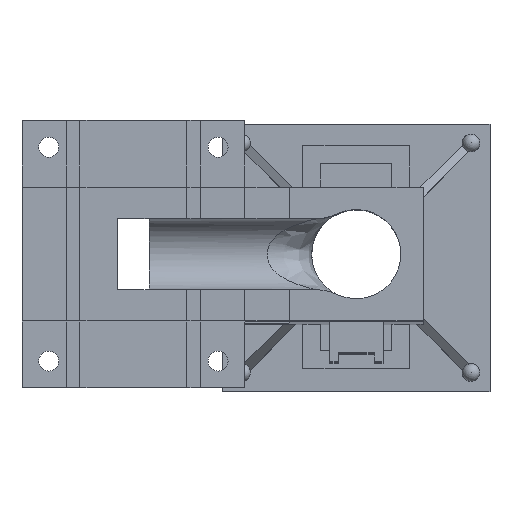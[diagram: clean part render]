
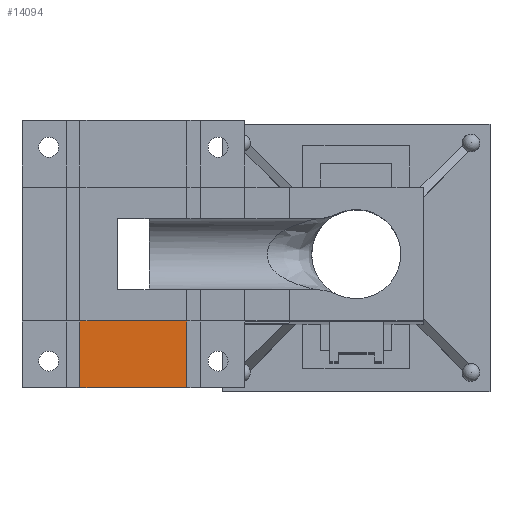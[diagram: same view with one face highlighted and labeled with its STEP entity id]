
A CAD part, top view. The second image highlights one B-rep face of the part: STEP entity #14094.
In plain terms, the highlighted planar face has unit normal (0, 0, 1).
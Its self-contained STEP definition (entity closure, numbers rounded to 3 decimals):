
#10871 = PLANE('',#10872);
#10872 = AXIS2_PLACEMENT_3D('',#10873,#10874,#10875);
#10873 = CARTESIAN_POINT('',(1.5,1.5,
    48.));
#10874 = DIRECTION('',(-0.,0.,-1.));
#10875 = DIRECTION('',(-1.,0.,0.));
#12782 = VERTEX_POINT('',#12783);
#12783 = CARTESIAN_POINT('',(-3.8,-1.5,
    48.));
#12797 = PLANE('',#12798);
#12798 = AXIS2_PLACEMENT_3D('',#12799,#12800,#12801);
#12799 = CARTESIAN_POINT('',(-5.,0.,48.
    ));
#12800 = DIRECTION('',(0.,0.,1.));
#12801 = DIRECTION('',(1.,0.,0.));
#12932 = EDGE_CURVE('',#12782,#12933,#12935,.T.);
#12933 = VERTEX_POINT('',#12934);
#12934 = CARTESIAN_POINT('',(-6.2,-1.5,
    48.));
#12935 = SURFACE_CURVE('',#12936,(#12940,#12947),.PCURVE_S1.);
#12936 = LINE('',#12937,#12938);
#12937 = CARTESIAN_POINT('',(1.5,-1.5,
    48.));
#12938 = VECTOR('',#12939,1.);
#12939 = DIRECTION('',(-1.,0.,0.));
#12940 = PCURVE('',#10871,#12941);
#12941 = DEFINITIONAL_REPRESENTATION('',(#12942),#12946);
#12942 = LINE('',#12943,#12944);
#12943 = CARTESIAN_POINT('',(0.,-3.));
#12944 = VECTOR('',#12945,1.);
#12945 = DIRECTION('',(1.,0.));
#12946 = ( GEOMETRIC_REPRESENTATION_CONTEXT(2) 
PARAMETRIC_REPRESENTATION_CONTEXT() REPRESENTATION_CONTEXT('2D SPACE',''
  ) );
#12947 = PCURVE('',#12948,#12953);
#12948 = PLANE('',#12949);
#12949 = AXIS2_PLACEMENT_3D('',#12950,#12951,#12952);
#12950 = CARTESIAN_POINT('',(-5.,0.,48.
    ));
#12951 = DIRECTION('',(0.,0.,1.));
#12952 = DIRECTION('',(1.,0.,0.));
#12953 = DEFINITIONAL_REPRESENTATION('',(#12954),#12958);
#12954 = LINE('',#12955,#12956);
#12955 = CARTESIAN_POINT('',(6.5,-1.5));
#12956 = VECTOR('',#12957,1.);
#12957 = DIRECTION('',(-1.,0.));
#12958 = ( GEOMETRIC_REPRESENTATION_CONTEXT(2) 
PARAMETRIC_REPRESENTATION_CONTEXT() REPRESENTATION_CONTEXT('2D SPACE',''
  ) );
#13751 = PLANE('',#13752);
#13752 = AXIS2_PLACEMENT_3D('',#13753,#13754,#13755);
#13753 = CARTESIAN_POINT('',(-7.5,-3.,
    48.));
#13754 = DIRECTION('',(0.,-1.,0.));
#13755 = DIRECTION('',(1.,0.,0.));
#13889 = EDGE_CURVE('',#12782,#13890,#13892,.T.);
#13890 = VERTEX_POINT('',#13891);
#13891 = CARTESIAN_POINT('',(-3.8,-3.,
    48.));
#13892 = SURFACE_CURVE('',#13893,(#13897,#13904),.PCURVE_S1.);
#13893 = LINE('',#13894,#13895);
#13894 = CARTESIAN_POINT('',(-3.8,3.,
    48.));
#13895 = VECTOR('',#13896,1.);
#13896 = DIRECTION('',(0.,-1.,0.));
#13897 = PCURVE('',#12797,#13898);
#13898 = DEFINITIONAL_REPRESENTATION('',(#13899),#13903);
#13899 = LINE('',#13900,#13901);
#13900 = CARTESIAN_POINT('',(1.2,3.));
#13901 = VECTOR('',#13902,1.);
#13902 = DIRECTION('',(0.,-1.));
#13903 = ( GEOMETRIC_REPRESENTATION_CONTEXT(2) 
PARAMETRIC_REPRESENTATION_CONTEXT() REPRESENTATION_CONTEXT('2D SPACE',''
  ) );
#13904 = PCURVE('',#12948,#13905);
#13905 = DEFINITIONAL_REPRESENTATION('',(#13906),#13910);
#13906 = LINE('',#13907,#13908);
#13907 = CARTESIAN_POINT('',(1.2,3.));
#13908 = VECTOR('',#13909,1.);
#13909 = DIRECTION('',(0.,-1.));
#13910 = ( GEOMETRIC_REPRESENTATION_CONTEXT(2) 
PARAMETRIC_REPRESENTATION_CONTEXT() REPRESENTATION_CONTEXT('2D SPACE',''
  ) );
#14057 = PLANE('',#14058);
#14058 = AXIS2_PLACEMENT_3D('',#14059,#14060,#14061);
#14059 = CARTESIAN_POINT('',(-5.,0.,48.
    ));
#14060 = DIRECTION('',(0.,0.,1.));
#14061 = DIRECTION('',(1.,0.,0.));
#14094 = ADVANCED_FACE('',(#14095),#12948,.T.);
#14095 = FACE_BOUND('',#14096,.T.);
#14096 = EDGE_LOOP('',(#14097,#14098,#14099,#14122));
#14097 = ORIENTED_EDGE('',*,*,#13889,.F.);
#14098 = ORIENTED_EDGE('',*,*,#12932,.T.);
#14099 = ORIENTED_EDGE('',*,*,#14100,.T.);
#14100 = EDGE_CURVE('',#12933,#14101,#14103,.T.);
#14101 = VERTEX_POINT('',#14102);
#14102 = CARTESIAN_POINT('',(-6.2,-3.,
    48.));
#14103 = SURFACE_CURVE('',#14104,(#14108,#14115),.PCURVE_S1.);
#14104 = LINE('',#14105,#14106);
#14105 = CARTESIAN_POINT('',(-6.2,3.,
    48.));
#14106 = VECTOR('',#14107,1.);
#14107 = DIRECTION('',(0.,-1.,0.));
#14108 = PCURVE('',#12948,#14109);
#14109 = DEFINITIONAL_REPRESENTATION('',(#14110),#14114);
#14110 = LINE('',#14111,#14112);
#14111 = CARTESIAN_POINT('',(-1.2,3.));
#14112 = VECTOR('',#14113,1.);
#14113 = DIRECTION('',(0.,-1.));
#14114 = ( GEOMETRIC_REPRESENTATION_CONTEXT(2) 
PARAMETRIC_REPRESENTATION_CONTEXT() REPRESENTATION_CONTEXT('2D SPACE',''
  ) );
#14115 = PCURVE('',#14057,#14116);
#14116 = DEFINITIONAL_REPRESENTATION('',(#14117),#14121);
#14117 = LINE('',#14118,#14119);
#14118 = CARTESIAN_POINT('',(-1.2,3.));
#14119 = VECTOR('',#14120,1.);
#14120 = DIRECTION('',(0.,-1.));
#14121 = ( GEOMETRIC_REPRESENTATION_CONTEXT(2) 
PARAMETRIC_REPRESENTATION_CONTEXT() REPRESENTATION_CONTEXT('2D SPACE',''
  ) );
#14122 = ORIENTED_EDGE('',*,*,#14123,.T.);
#14123 = EDGE_CURVE('',#14101,#13890,#14124,.T.);
#14124 = SURFACE_CURVE('',#14125,(#14129,#14136),.PCURVE_S1.);
#14125 = LINE('',#14126,#14127);
#14126 = CARTESIAN_POINT('',(-7.5,-3.,
    48.));
#14127 = VECTOR('',#14128,1.);
#14128 = DIRECTION('',(1.,0.,0.));
#14129 = PCURVE('',#12948,#14130);
#14130 = DEFINITIONAL_REPRESENTATION('',(#14131),#14135);
#14131 = LINE('',#14132,#14133);
#14132 = CARTESIAN_POINT('',(-2.5,-3.));
#14133 = VECTOR('',#14134,1.);
#14134 = DIRECTION('',(1.,0.));
#14135 = ( GEOMETRIC_REPRESENTATION_CONTEXT(2) 
PARAMETRIC_REPRESENTATION_CONTEXT() REPRESENTATION_CONTEXT('2D SPACE',''
  ) );
#14136 = PCURVE('',#13751,#14137);
#14137 = DEFINITIONAL_REPRESENTATION('',(#14138),#14142);
#14138 = LINE('',#14139,#14140);
#14139 = CARTESIAN_POINT('',(0.,0.));
#14140 = VECTOR('',#14141,1.);
#14141 = DIRECTION('',(1.,0.));
#14142 = ( GEOMETRIC_REPRESENTATION_CONTEXT(2) 
PARAMETRIC_REPRESENTATION_CONTEXT() REPRESENTATION_CONTEXT('2D SPACE',''
  ) );
